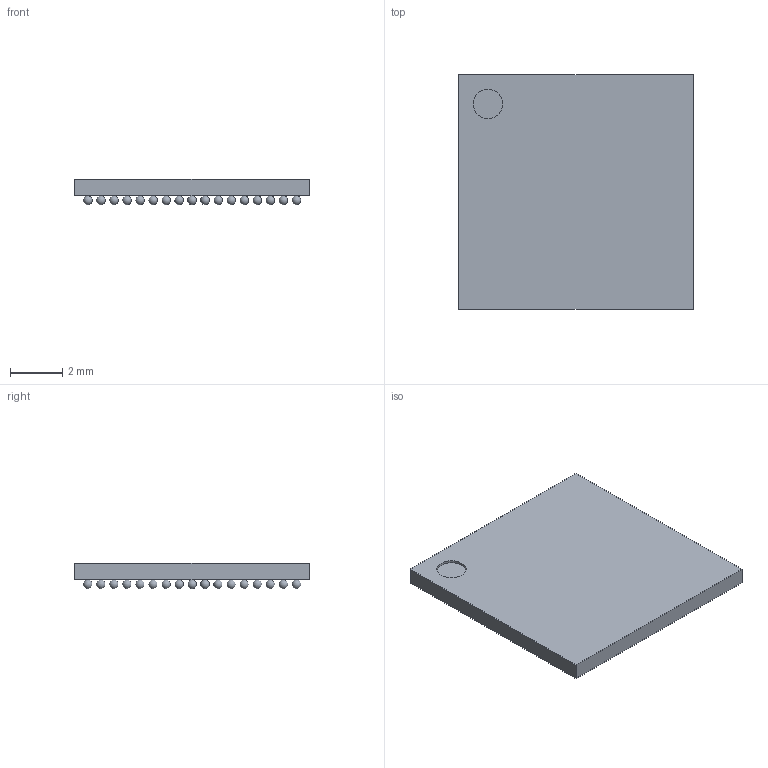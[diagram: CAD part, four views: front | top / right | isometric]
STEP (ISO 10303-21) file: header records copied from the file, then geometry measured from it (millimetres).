
FILE_DESCRIPTION(('FreeCAD Model'),'2;1');
FILE_NAME('19292741.1.1.stp','2024-03-21T07:24:15',( 'Author'),(''),'Open CASCADE STEP processor 6.9','FreeCAD','Unknown' );
FILE_SCHEMA(('AUTOMOTIVE_DESIGN { 1 0 10303 214 1 1 1 1 }'));
Length unit declared in the file: millimetre
Products named in the file (186): ASSEMBLY; A1; A2; A4; A6; A8; A10; A12; A14; A16; A17; B1; B2; B3; B4; B6; B7; B8; B10; B11; B12; B14; B15; B16; B17; C3; C4; C5; C6; C8; C9; C10; C12; C13; C14; C15; D1; D2; D3; D4 ...
Assembly tree (185 placements, depth 2):
  ASSEMBLY
    A1
    A2
    A4
    A6
    A8
    A10
    A12
    A14
    A16
    A17
    B1
    B2
    B3
    B4
    B6
    B7
    B8
    B10
    B11
    B12
    B14
    B15
    B16
    B17
    C3
    C4
    C5
    C6
    C8
    C9
    C10
    C12
    C13
    C14
    C15
    D1
    D2
    D3
    D4
    D6
    D7
    D9
    D11
    D12
    D14
    D15
    D16
    D17
    E4
    E5
    E7
    E8
    E10
    E11
    E13
    E14
    F1
    F2
    F3
Bounding box: 9 x 9 x 0.98 mm (x, y, z)
Volume: 55.5 mm3; surface area: 252.2 mm2
Topology: 185 solids, 185 shells, 192 faces, 567 edges, 378 vertices
Faces by surface type: sphere 184, plane 7, cylinder 1
Full cylindrical faces by diameter (mm): 1.125 x1
Entity records: 7796 total; most frequent: DIRECTION 803, CARTESIAN_POINT 617, AXIS2_PLACEMENT_3D 380, PRODUCT_DEFINITION_SHAPE 371, VERTEX_POINT 194, FACE_BOUND 193, ADVANCED_FACE 192, SHAPE_DEFINITION_REPRESENTATION 186
